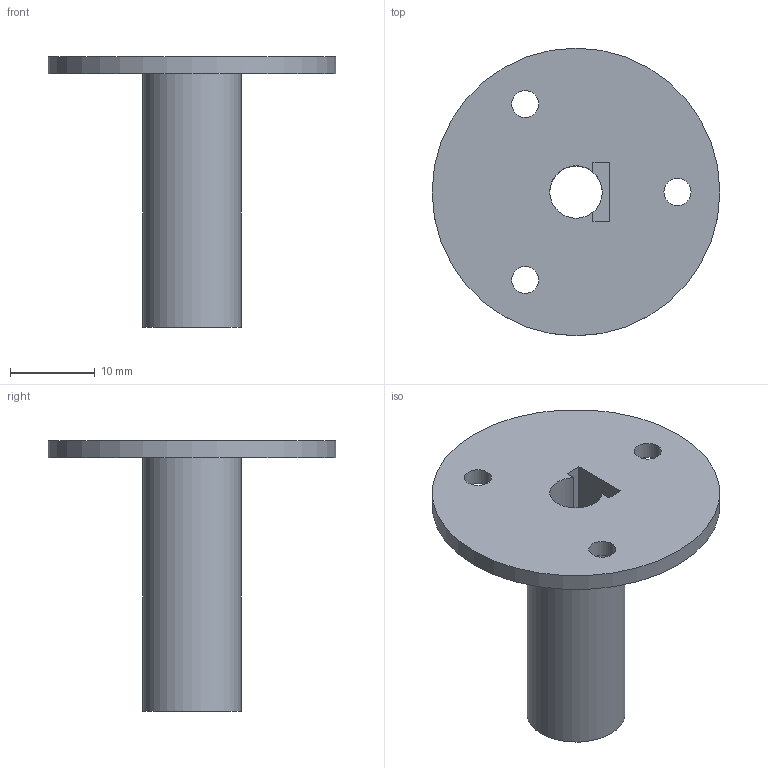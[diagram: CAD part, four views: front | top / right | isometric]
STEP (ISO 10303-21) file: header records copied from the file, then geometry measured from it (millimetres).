
FILE_DESCRIPTION(/* description */ (''),/* implementation_level */ '2;1');
FILE_NAME(/* name */ '94bfcfda-0eb9-4428-909d-788b7fe6b6bc.zip.stp',/* time_stamp */ '2024-02-04T16:47:56Z',/* author */ (''),/* organization */ (''),/* preprocessor_version */ 'ST-DEVELOPER v20',/* originating_system */ 'Autodesk Translation Framework v12.20.1.177',/* authorisation */ '');
FILE_SCHEMA (('AUTOMOTIVE_DESIGN { 1 0 10303 214 3 1 1 }'));
Length unit declared in the file: millimetre
Products named in the file (1): eixo_roda
Bounding box: 34 x 34 x 32 mm (x, y, z)
Volume: 3795.5 mm3; surface area: 3831.5 mm2
Topology: 1 solids, 1 shells, 15 faces, 36 edges, 24 vertices
Faces by surface type: plane 9, cylinder 6
Full cylindrical faces by diameter (mm): 3.2 x3, 6.2 x1, 11.6 x1, 34 x1
Entity records: 500 total; most frequent: DIRECTION 82, CARTESIAN_POINT 76, ORIENTED_EDGE 72, EDGE_CURVE 36, AXIS2_PLACEMENT_3D 30, EDGE_LOOP 24, VERTEX_POINT 24, LINE 22
